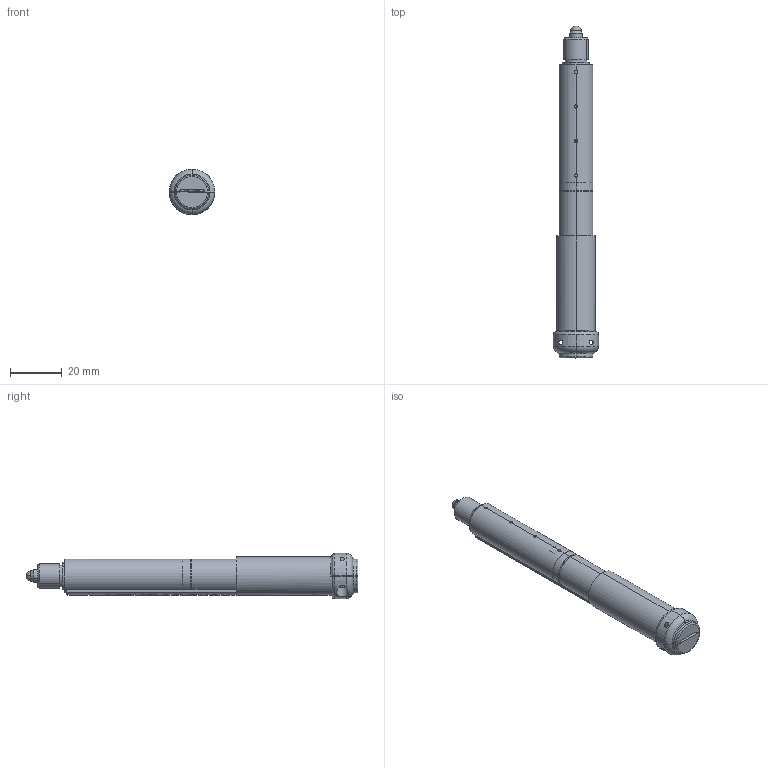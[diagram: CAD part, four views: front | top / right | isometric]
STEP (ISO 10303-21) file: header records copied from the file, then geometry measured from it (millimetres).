
FILE_DESCRIPTION (( 'STEP AP214' ), '1' );
FILE_NAME ('Z812BV.STEP', '2009-09-02T08:51:39', ( ' ' ), ( ' ' ), 'SwSTEP 2.0', 'SolidWorks 2007', '' );
FILE_SCHEMA (( 'AUTOMOTIVE_DESIGN' ));
Length unit declared in the file: millimetre
Products named in the file (1): Z812BV
Bounding box: 17.5 x 127.92 x 17.5 mm (x, y, z)
Surface area: 8449.9 mm2 (no closed solid volume)
Topology: 0 solids, 25 shells, 190 faces, 922 edges, 729 vertices
Faces by surface type: cylinder 105, plane 47, torus 15, cone 11, bspline 10, sphere 2
Entity records: 17709 total; most frequent: CARTESIAN_POINT 8941, ORIENTED_EDGE 1266, DIRECTION 1217, EDGE_CURVE 922, VERTEX_POINT 729, AXIS2_PLACEMENT_3D 441, VECTOR 335, LINE 335
